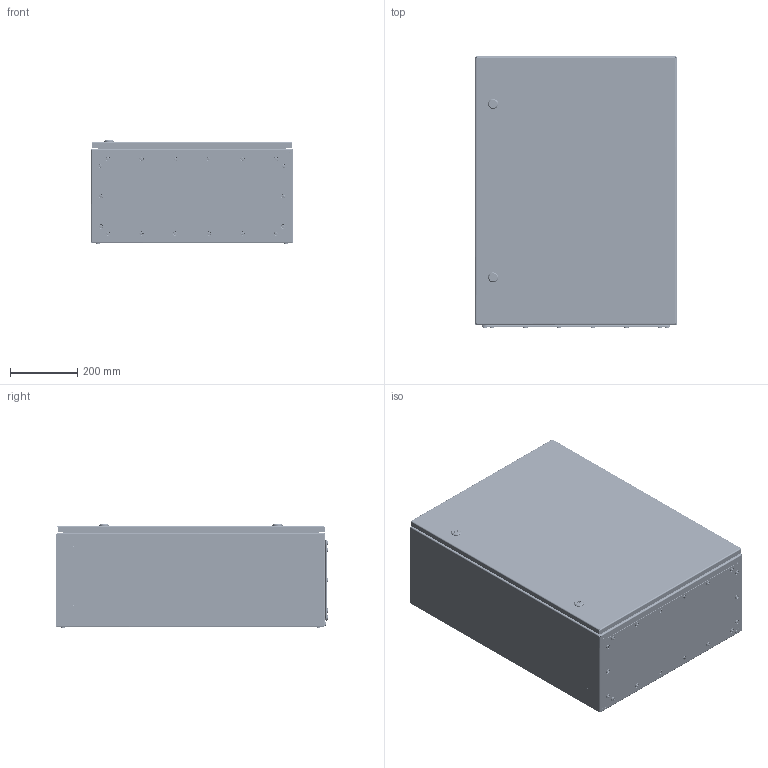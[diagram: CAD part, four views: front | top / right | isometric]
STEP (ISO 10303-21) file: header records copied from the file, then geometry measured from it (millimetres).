
FILE_DESCRIPTION (( 'STEP AP203' ), '1' );
FILE_NAME ('U3150080603 Êîðïóñ UC2M 80.60.30 IP66 (752.000.315).STEP', '2022-04-29T10:49:01', ( '' ), ( '' ), 'SwSTEP 2.0', 'SolidWorks 2017', '' );
FILE_SCHEMA (( 'CONFIG_CONTROL_DESIGN' ));
Length unit declared in the file: millimetre
Products named in the file (38): Øïèëüêà çàçåìëåíèÿ CKF CS_Œ6å16; 003-393 Ñòåíêà íèæíÿÿ UC2_05 (00.60); Øòèôò ïåòëè 4-119 Dirak; Øàéáà íåéëîí Ø028_Œ6; Âòóëêà ïåòëè 4-119 Dirak; 010-329 Ïàíåëü ìîíòàæíàÿ UC2_00 (80.60); 嵑殧趌11371_6; ч蜱齁罻 ST-6; Øïèëüêà ðåçüáîâàÿ Ì6_Œ6å12; 蹴濋趌5915_M5; Ïåòëÿ 4-119 Dirak_00; 扻豵鵨_п-1; 056-276 椯鴀殣罻 UC2_01 (80.60.30); Óïëîòíèòåëü ÏÏÓ êðûøêè UC2Ì_21 (60.30); 鎔艜_17473_M6x12; 040-116 Âèíò ñïåöèàëüíûé ST 4,8x9; Øàéáà íåéëîí Ø028_Œ5; 蹴濋趌5915_M8; 019-99 Ïëàíêà z-îáðàçíàÿ_04 (80); 000.207.189 攜歑罻 UC2_00 (80.60); 012-1798 眈翴錪 鳱歑膱 UC2_00 (80.60); 嵑殧趌11371_5; U3150080603 扻豵鵨 UC2M 80.60.30 IP66 (752.000.315); Îñíîâàíèå ïåòëè 4-119 Dirak; 000.210.366 Îñíîâàíèå äâåðêè UC2_00 (80.60); 000.113.108 忺謤僔 UC2_01 (80.60.30); ﾇ瑟鶴 Mesan 060-1-1-13-33_00; 椻壚樇襝鴀 Mesan 33; Ñòîïîðíàÿ âòóëêà ïåòëè 4-119 Dirak; ч蜱齁罻 ST-9; 000.241.259 署赅 UC2_03 (60.30); 027-189 署赅 UC2_03 (60.30); 000.241.258 署赅 UC2_03 (60.30); Øïèëüêà ðåçüáîâàÿ Ì6_Œ8å30; 嵑殧趌11371_8; Óïëîòíèòåëü ÏÏÓ äâåðêè UC2_27 (80.60); 嵑殧趌6402_8; 008-403 Ñòåíêà ïðîôèëüíàÿ UC2_01 (80.60.30)
Assembly tree (124 placements, depth 4):
  U3150080603 扻豵鵨 UC2M 80.60.30 IP66 (752.000.315)
    000.113.108 忺謤僔 UC2_01 (80.60.30)
      008-403 Ñòåíêà ïðîôèëüíàÿ UC2_01 (80.60.30)
      003-393 Ñòåíêà íèæíÿÿ UC2_05 (00.60)
      Øïèëüêà ðåçüáîâàÿ Ì6_Œ8å30  x4
      Øïèëüêà ðåçüáîâàÿ Ì6_Œ6å12  x8
      Øïèëüêà çàçåìëåíèÿ CKF CS_Œ6å16  x2
    000.207.189 攜歑罻 UC2_00 (80.60)
      000.210.366 Îñíîâàíèå äâåðêè UC2_00 (80.60)
        012-1798 眈翴錪 鳱歑膱 UC2_00 (80.60)
        019-99 Ïëàíêà z-îáðàçíàÿ_04 (80)  x2
        Âòóëêà ïåòëè 4-119 Dirak  x2
        Øïèëüêà çàçåìëåíèÿ CKF CS_Œ6å16  x2
      Óïëîòíèòåëü ÏÏÓ äâåðêè UC2_27 (80.60)
      ﾇ瑟鶴 Mesan 060-1-1-13-33_00  x2
        扻豵鵨_п-1
        椻壚樇襝鴀 Mesan 33
        嵑殧趌11371_6
        鎔艜_17473_M6x12
    Ïåòëÿ 4-119 Dirak_00  x2
      Âòóëêà ïåòëè 4-119 Dirak
      Øòèôò ïåòëè 4-119 Dirak
      Îñíîâàíèå ïåòëè 4-119 Dirak
      Ñòîïîðíàÿ âòóëêà ïåòëè 4-119 Dirak
    嵑殧趌11371_5  x4
    Øàéáà íåéëîí Ø028_Œ5  x4
    蹴濋趌5915_M5  x4
    ч蜱齁罻 ST-6  x6
    ч蜱齁罻 ST-9  x4
    010-329 Ïàíåëü ìîíòàæíàÿ UC2_00 (80.60)
    蹴濋趌5915_M8  x12
    嵑殧趌11371_8  x4
    嵑殧趌6402_8  x4
    000.241.258 署赅 UC2_03 (60.30)
      000.241.259 署赅 UC2_03 (60.30)
        027-189 署赅 UC2_03 (60.30)
        Øïèëüêà çàçåìëåíèÿ CKF CS_Œ6å16
      Óïëîòíèòåëü ÏÏÓ êðûøêè UC2Ì_21 (60.30)
    040-116 Âèíò ñïåöèàëüíûé ST 4,8x9  x18
    Øàéáà íåéëîí Ø028_Œ6  x18
    056-276 椯鴀殣罻 UC2_01 (80.60.30)
Bounding box: 600.6 x 807.22 x 307.25 mm (x, y, z)
Volume: 3995811 mm3; surface area: 4913654.3 mm2
Topology: 123 solids, 125 shells, 5696 faces, 13318 edges, 8034 vertices
Faces by surface type: plane 1839, cylinder 1623, bspline 1298, cone 366, sphere 312, torus 258
Entity records: 112638 total; most frequent: CARTESIAN_POINT 51927, ORIENTED_EDGE 12010, DIRECTION 9490, EDGE_CURVE 6005, VERTEX_POINT 3864, LINE 3450, VECTOR 3450, AXIS2_PLACEMENT_3D 3020
